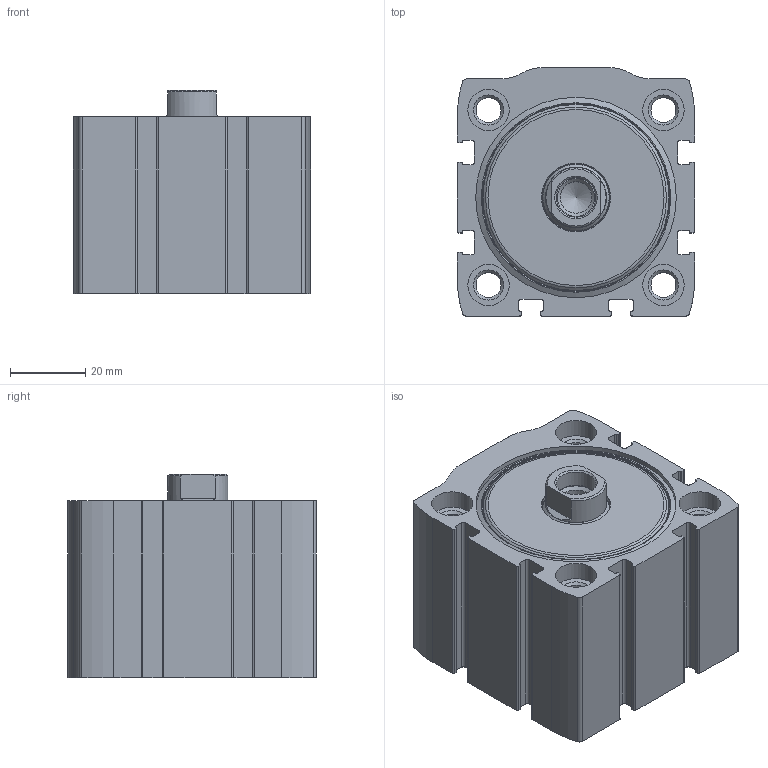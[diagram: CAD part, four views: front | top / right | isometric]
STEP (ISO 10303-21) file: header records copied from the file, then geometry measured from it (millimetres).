
FILE_DESCRIPTION(/* description */ ('STEP AP214'),/* implementation_level */ '2;1');
FILE_NAME(/* name */ '8142899_ADN-S-50-15-I-P-A-F1A',/* time_stamp */ '2024-07-25T09:07:03+02:00',/* author */ ('License CC BY-ND 4.0'),/* organization */ ('CADENAS'),/* preprocessor_version */ 'ST-DEVELOPER v19.3',/* originating_system */ 'PARTsolutions',/* authorisation */ ' ');
FILE_SCHEMA (('AUTOMOTIVE_DESIGN {1 0 10303 214 3 1 1}'));
Length unit declared in the file: millimetre
Products named in the file (3): 8142899 ADN-S-50-15-I-P-A-F1A---(0_high); 8084714 ADN-S-50-15-I-P-A---(high_H); 8084714 ADN-S-50-15-I-P-A---(high_P)
Assembly tree (2 placements, depth 2):
  8142899 ADN-S-50-15-I-P-A-F1A---(0_high)
    8084714 ADN-S-50-15-I-P-A---(high_H)
    8084714 ADN-S-50-15-I-P-A---(high_P)
Bounding box: 63 x 66 x 54 mm (x, y, z)
Volume: 144925.8 mm3; surface area: 42890.2 mm2
Topology: 2 solids, 2 shells, 185 faces, 474 edges, 310 vertices
Faces by surface type: cylinder 82, plane 79, cone 20, torus 4
Full cylindrical faces by diameter (mm): 6.647 x4, 8.376 x1, 8.566 x2, 10.5 x1, 11 x8, 16 x2, 18.1 x1, 50 x2, 53.3 x1
Entity records: 5489 total; most frequent: DIRECTION 988, CARTESIAN_POINT 931, ORIENTED_EDGE 850, EDGE_CURVE 425, AXIS2_PLACEMENT_3D 379, VERTEX_POINT 306, FACE_BOUND 255, EDGE_LOOP 254
